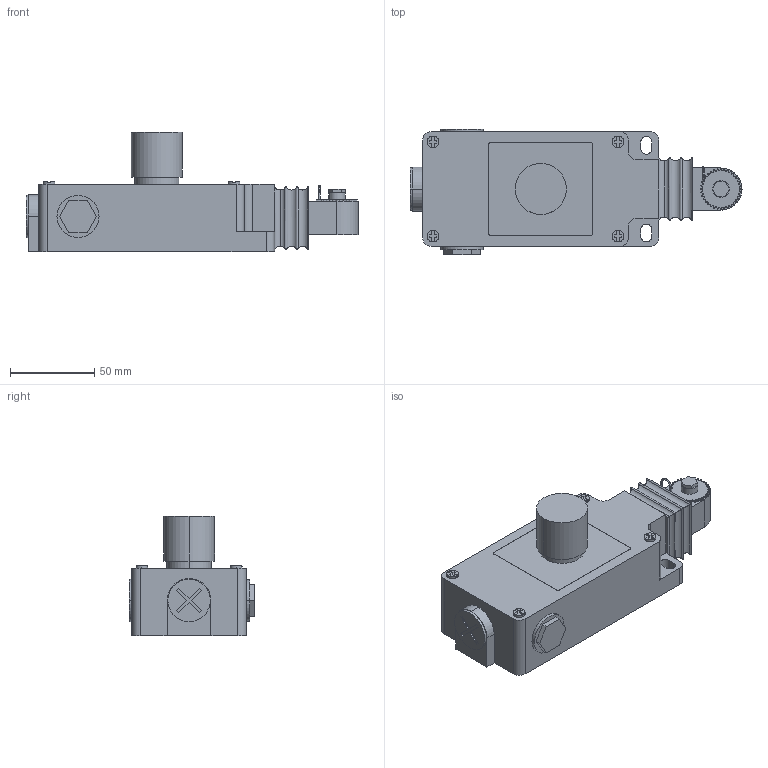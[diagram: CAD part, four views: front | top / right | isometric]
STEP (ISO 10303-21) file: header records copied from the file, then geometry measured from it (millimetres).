
FILE_DESCRIPTION((''),'2;1');
FILE_NAME('CABLE_STOP_XY2CH13470H29_ASM','2022-08-09T16:29:09',('SESA645162'),('Schneider-Electric'),'CREO PARAMETRIC BY PTC INC, 2021284','CREO PARAMETRIC BY PTC INC, 2021284','');
FILE_SCHEMA(('AP242_MANAGED_MODEL_BASED_3D_ENGINEERING_MIM_LF { 1 0 10303 442 1 1 4 }'));
Length unit declared in the file: millimetre
Products named in the file (4): 1-57; 1-58; 1-41_ASM; CABLE_STOP_XY2CH13470H29_ASM
Assembly tree (3 placements, depth 3):
  CABLE_STOP_XY2CH13470H29_ASM
    1-41_ASM
      1-57
      1-58
Bounding box: 196.99 x 74.5 x 71 mm (x, y, z)
Volume: 430428 mm3; surface area: 48201.4 mm2
Topology: 2 solids, 2 shells, 346 faces, 951 edges, 623 vertices
Faces by surface type: cylinder 205, plane 139, torus 2
Entity records: 11630 total; most frequent: CARTESIAN_POINT 2305, DIRECTION 2010, ORIENTED_EDGE 1902, EDGE_CURVE 951, AXIS2_PLACEMENT_3D 740, VERTEX_POINT 623, VECTOR 530, LINE 530
